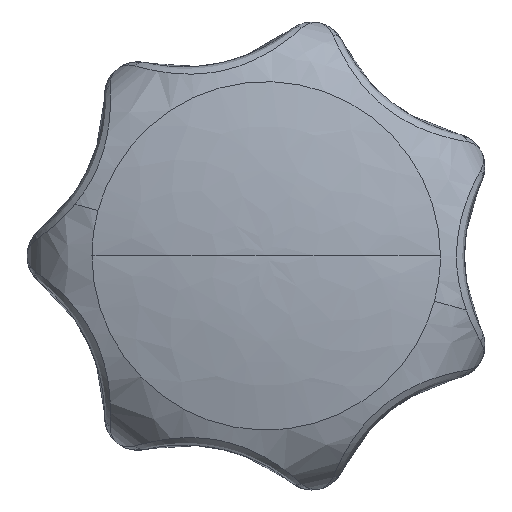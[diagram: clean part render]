
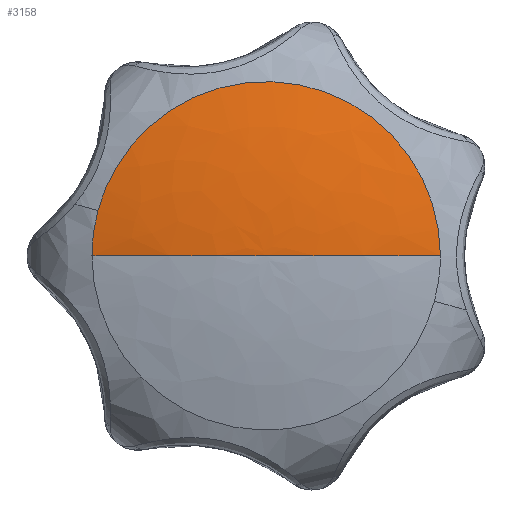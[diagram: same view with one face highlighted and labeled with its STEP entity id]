
A CAD part, top view. The second image highlights one B-rep face of the part: STEP entity #3158.
In plain terms, the highlighted free-form (B-spline) face has degree [2, 2] with [9, 3] control points.
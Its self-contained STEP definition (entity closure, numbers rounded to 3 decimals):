
#3021=CARTESIAN_POINT('',(18.211,0.0,29.863));
#3022=VERTEX_POINT('',#3021);
#3023=CARTESIAN_POINT('',(0.0,0.0,31.992));
#3024=VERTEX_POINT('',#3023);
#3025=CARTESIAN_POINT('',(18.211,0.0,29.863));
#3026=CARTESIAN_POINT('',(14.776,0.0,30.734));
#3027=CARTESIAN_POINT('',(8.72,0.0,31.786));
#3028=CARTESIAN_POINT('',(2.586,0.0,32.032));
#3029=CARTESIAN_POINT('',(0.0,0.0,31.992));
#3030=B_SPLINE_CURVE_WITH_KNOTS('',3,(#3025,#3026,#3027,#3028,#3029),.UNSPECIFIED.,.F.,.U.,(4,1,4),(0.,10.631,18.388),.UNSPECIFIED.);
#3031=EDGE_CURVE('',#3022,#3024,#3030,.T.);
#3033=CARTESIAN_POINT('',(-18.211,0.0,29.863));
#3034=VERTEX_POINT('',#3033);
#3035=CARTESIAN_POINT('',(-18.211,0.0,29.863));
#3036=CARTESIAN_POINT('',(-15.705,0.0,30.498));
#3037=CARTESIAN_POINT('',(-9.679,0.0,31.673));
#3038=CARTESIAN_POINT('',(-3.543,0.0,32.047));
#3039=CARTESIAN_POINT('',(0.0,0.0,31.992));
#3040=B_SPLINE_CURVE_WITH_KNOTS('',3,(#3035,#3036,#3037,#3038,#3039),.UNSPECIFIED.,.F.,.U.,(4,1,4),(0.,7.758,18.388),.UNSPECIFIED.);
#3041=EDGE_CURVE('',#3034,#3024,#3040,.T.);
#3083=CARTESIAN_POINT('',(0.,0.,31.992));
#3084=CARTESIAN_POINT('',(0.,0.,31.992));
#3085=CARTESIAN_POINT('',(0.,0.,31.992));
#3086=CARTESIAN_POINT('',(0.,0.,31.992));
#3087=CARTESIAN_POINT('',(0.,0.,31.992));
#3088=CARTESIAN_POINT('',(0.,0.,31.992));
#3089=CARTESIAN_POINT('',(0.,0.,31.992));
#3090=CARTESIAN_POINT('',(0.,0.,31.992));
#3091=CARTESIAN_POINT('',(0.,0.,31.992));
#3092=CARTESIAN_POINT('',(-9.72,-0.557,32.143));
#3093=CARTESIAN_POINT('',(-9.736,-0.279,32.143));
#3094=CARTESIAN_POINT('',(-9.736,0.,32.143));
#3095=CARTESIAN_POINT('',(-9.736,9.736,32.143));
#3096=CARTESIAN_POINT('',(0.,9.736,32.143));
#3097=CARTESIAN_POINT('',(9.736,9.736,32.143));
#3098=CARTESIAN_POINT('',(9.736,0.,32.143));
#3099=CARTESIAN_POINT('',(9.736,-0.564,32.143));
#3100=CARTESIAN_POINT('',(9.671,-1.124,32.143));
#3101=CARTESIAN_POINT('',(-19.109,-1.095,29.621));
#3102=CARTESIAN_POINT('',(-19.14,-0.548,29.621));
#3103=CARTESIAN_POINT('',(-19.14,0.,29.621));
#3104=CARTESIAN_POINT('',(-19.14,19.14,29.621));
#3105=CARTESIAN_POINT('',(0.,19.14,29.621));
#3106=CARTESIAN_POINT('',(19.14,19.14,29.621));
#3107=CARTESIAN_POINT('',(19.14,0.,29.621));
#3108=CARTESIAN_POINT('',(19.14,-1.109,29.621));
#3109=CARTESIAN_POINT('',(19.012,-2.21,29.621));
#3117=(BOUNDED_SURFACE()B_SPLINE_SURFACE(2,2,((#3083,#3092,#3101),(#3084,#3093,#3102),(#3085,#3094,#3103),(#3086,#3095,#3104),(#3087,#3096,#3105),(#3088,#3097,#3106),(#3089,#3098,#3107),(#3090,#3099,#3108),(#3091,#3100,#3109)),.UNSPECIFIED.,.F.,.F.,.U.)B_SPLINE_SURFACE_WITH_KNOTS((3,2,2,2,3),(3,3),(-6.08,-6.0,-4.0,-2.0,-1.84),(-4.0,-3.63),.UNSPECIFIED.)GEOMETRIC_REPRESENTATION_ITEM()RATIONAL_B_SPLINE_SURFACE(((0.978,0.923,0.889),(0.988,0.934,0.899),(1.0,0.945,0.91),(0.707,0.668,0.643),(1.0,0.945,0.91),(0.707,0.668,0.643),(1.0,0.945,0.91),(0.977,0.923,0.889),(0.957,0.904,0.871)))REPRESENTATION_ITEM('')SURFACE());
#3118=ORIENTED_EDGE('',*,*,#3031,.F.);
#3119=CARTESIAN_POINT('',(-17.581,4.75,29.863));
#3120=VERTEX_POINT('',#3119);
#3121=CARTESIAN_POINT('',(18.211,0.0,29.863));
#3122=CARTESIAN_POINT('',(18.211,0.887,29.863));
#3123=CARTESIAN_POINT('',(18.099,2.422,29.863));
#3124=CARTESIAN_POINT('',(17.564,5.068,29.863));
#3125=CARTESIAN_POINT('',(16.616,7.677,29.863));
#3126=CARTESIAN_POINT('',(15.078,10.346,29.863));
#3127=CARTESIAN_POINT('',(13.464,12.342,29.863));
#3128=CARTESIAN_POINT('',(11.902,13.823,29.863));
#3129=CARTESIAN_POINT('',(10.337,15.038,29.863));
#3130=CARTESIAN_POINT('',(8.239,16.326,29.863));
#3131=CARTESIAN_POINT('',(5.802,17.337,29.863));
#3132=CARTESIAN_POINT('',(3.38,17.934,29.863));
#3133=CARTESIAN_POINT('',(0.974,18.246,29.863));
#3134=CARTESIAN_POINT('',(-1.355,18.22,29.863));
#3135=CARTESIAN_POINT('',(-3.922,17.834,29.863));
#3136=CARTESIAN_POINT('',(-6.194,17.192,29.863));
#3137=CARTESIAN_POINT('',(-8.412,16.204,29.863));
#3138=CARTESIAN_POINT('',(-10.256,15.093,29.863));
#3139=CARTESIAN_POINT('',(-11.722,13.973,29.863));
#3140=CARTESIAN_POINT('',(-13.125,12.673,29.863));
#3141=CARTESIAN_POINT('',(-14.611,10.976,29.863));
#3142=CARTESIAN_POINT('',(-16.326,8.334,29.863));
#3143=CARTESIAN_POINT('',(-17.216,6.101,29.863));
#3144=CARTESIAN_POINT('',(-17.581,4.75,29.863));
#3145=B_SPLINE_CURVE_WITH_KNOTS('',3,(#3121,#3122,#3123,#3124,#3125,#3126,#3127,#3128,#3129,#3130,#3131,#3132,#3133,#3134,#3135,#3136,#3137,#3138,#3139,#3140,#3141,#3142,#3143,#3144),.UNSPECIFIED.,.F.,.U.,(4,1,1,1,1,1,1,1,1,1,1,1,1,1,1,1,1,1,1,1,1,4),(0.,2.661,4.606,8.086,10.952,13.818,15.763,17.401,19.755,23.133,25.282,27.227,30.4,32.242,35.006,37.462,39.51,41.454,42.99,45.241,48.21,52.406),.UNSPECIFIED.);
#3146=EDGE_CURVE('',#3022,#3120,#3145,.T.);
#3147=ORIENTED_EDGE('',*,*,#3146,.T.);
#3148=CARTESIAN_POINT('',(-17.581,4.75,29.863));
#3149=CARTESIAN_POINT('',(-17.999,3.204,29.863));
#3150=CARTESIAN_POINT('',(-18.212,1.602,29.863));
#3151=CARTESIAN_POINT('',(-18.211,0.0,29.863));
#3152=B_SPLINE_CURVE_WITH_KNOTS('',3,(#3148,#3149,#3150,#3151),.UNSPECIFIED.,.F.,.U.,(4,4),(0.,4.806),.UNSPECIFIED.);
#3153=EDGE_CURVE('',#3120,#3034,#3152,.T.);
#3154=ORIENTED_EDGE('',*,*,#3153,.T.);
#3155=ORIENTED_EDGE('',*,*,#3041,.T.);
#3156=EDGE_LOOP('',(#3118,#3147,#3154,#3155));
#3157=FACE_OUTER_BOUND('',#3156,.T.);
#3158=ADVANCED_FACE('',(#3157),#3117,.T.);
